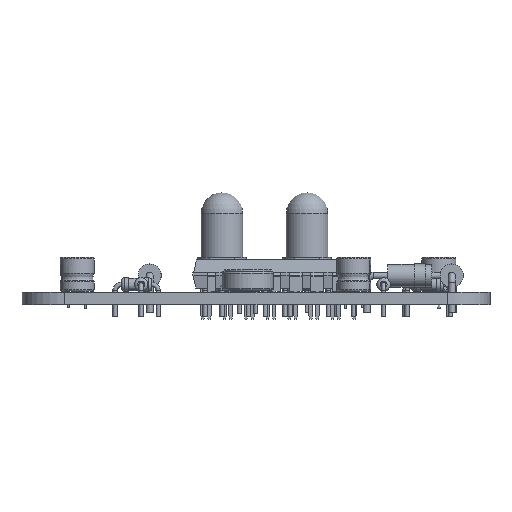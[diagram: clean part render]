
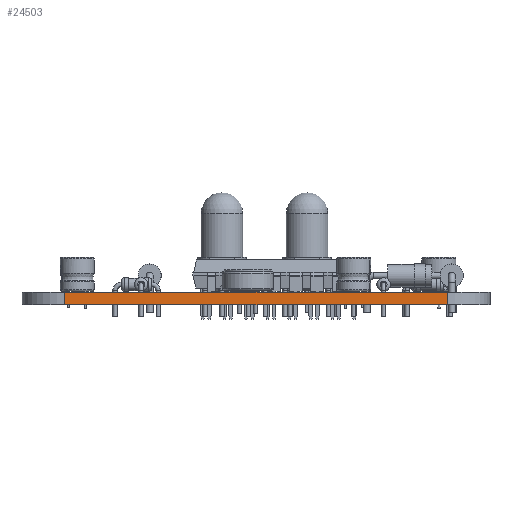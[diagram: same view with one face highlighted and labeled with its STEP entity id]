
A CAD part, left-side view. The second image highlights one B-rep face of the part: STEP entity #24503.
In plain terms, the highlighted planar face has unit normal (-1, 0, 0).
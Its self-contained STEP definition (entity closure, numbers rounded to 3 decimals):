
#22106 = VERTEX_POINT('',#22107);
#22107 = CARTESIAN_POINT('',(50.,-55.,0.));
#22114 = EDGE_CURVE('',#22115,#22106,#22117,.T.);
#22115 = VERTEX_POINT('',#22116);
#22116 = CARTESIAN_POINT('',(50.,-100.,0.));
#22117 = LINE('',#22118,#22119);
#22118 = CARTESIAN_POINT('',(50.,-100.,0.));
#22119 = VECTOR('',#22120,1.);
#22120 = DIRECTION('',(0.,1.,0.));
#23291 = VERTEX_POINT('',#23292);
#23292 = CARTESIAN_POINT('',(50.,-55.,1.51));
#23299 = EDGE_CURVE('',#23300,#23291,#23302,.T.);
#23300 = VERTEX_POINT('',#23301);
#23301 = CARTESIAN_POINT('',(50.,-100.,1.51));
#23302 = LINE('',#23303,#23304);
#23303 = CARTESIAN_POINT('',(50.,-100.,1.51));
#23304 = VECTOR('',#23305,1.);
#23305 = DIRECTION('',(0.,1.,0.));
#24473 = EDGE_CURVE('',#22106,#23291,#24474,.T.);
#24474 = LINE('',#24475,#24476);
#24475 = CARTESIAN_POINT('',(50.,-55.,0.));
#24476 = VECTOR('',#24477,1.);
#24477 = DIRECTION('',(0.,0.,1.));
#24503 = ADVANCED_FACE('',(#24504),#24515,.T.);
#24504 = FACE_BOUND('',#24505,.T.);
#24505 = EDGE_LOOP('',(#24506,#24512,#24513,#24514));
#24506 = ORIENTED_EDGE('',*,*,#24507,.T.);
#24507 = EDGE_CURVE('',#22115,#23300,#24508,.T.);
#24508 = LINE('',#24509,#24510);
#24509 = CARTESIAN_POINT('',(50.,-100.,0.));
#24510 = VECTOR('',#24511,1.);
#24511 = DIRECTION('',(0.,0.,1.));
#24512 = ORIENTED_EDGE('',*,*,#23299,.T.);
#24513 = ORIENTED_EDGE('',*,*,#24473,.F.);
#24514 = ORIENTED_EDGE('',*,*,#22114,.F.);
#24515 = PLANE('',#24516);
#24516 = AXIS2_PLACEMENT_3D('',#24517,#24518,#24519);
#24517 = CARTESIAN_POINT('',(50.,-100.,0.));
#24518 = DIRECTION('',(-1.,0.,0.));
#24519 = DIRECTION('',(0.,1.,0.));
